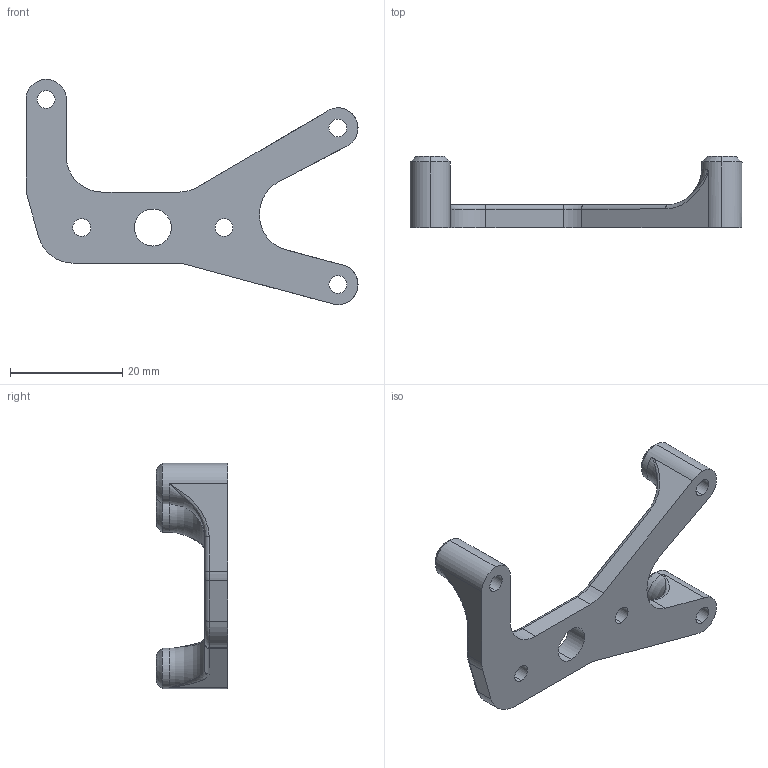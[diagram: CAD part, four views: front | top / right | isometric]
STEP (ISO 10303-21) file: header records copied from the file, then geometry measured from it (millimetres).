
FILE_DESCRIPTION (( 'STEP AP203' ), '1' );
FILE_NAME ('woodduino.STEP', '2024-08-25T02:08:04', ( '' ), ( '' ), 'SwSTEP 2.0', 'SolidWorks 2023', '' );
FILE_SCHEMA (( 'CONFIG_CONTROL_DESIGN' ));
Length unit declared in the file: millimetre
Products named in the file (1): woodduino
Bounding box: 59.27 x 12.7 x 40.22 mm (x, y, z)
Volume: 4627 mm3; surface area: 3787.3 mm2
Topology: 1 solids, 1 shells, 82 faces, 204 edges, 125 vertices
Faces by surface type: cylinder 41, plane 18, torus 11, cone 6, bspline 6
Entity records: 3182 total; most frequent: CARTESIAN_POINT 1110, DIRECTION 444, ORIENTED_EDGE 404, EDGE_CURVE 202, AXIS2_PLACEMENT_3D 182, VERTEX_POINT 125, CIRCLE 105, EDGE_LOOP 97
